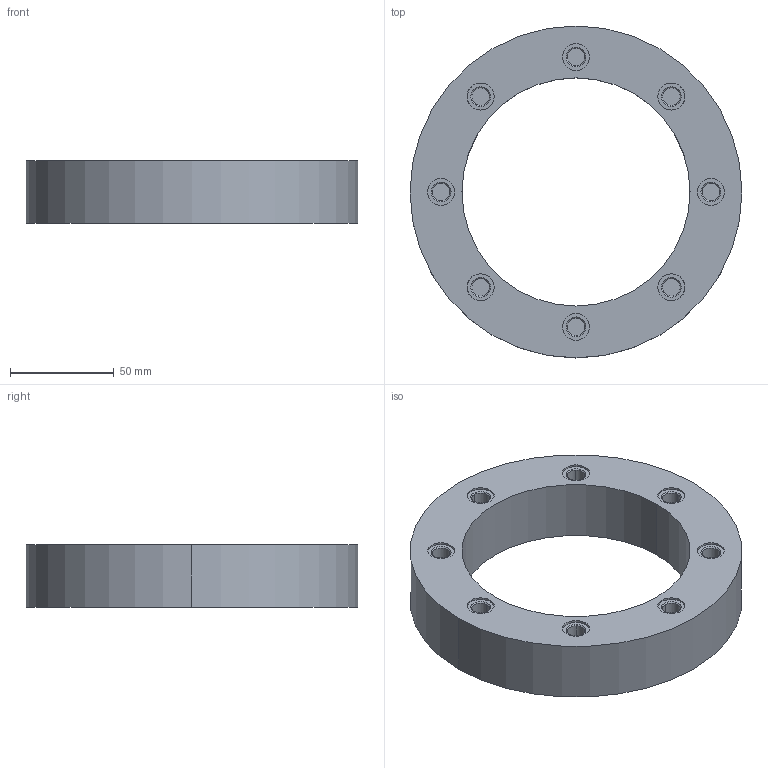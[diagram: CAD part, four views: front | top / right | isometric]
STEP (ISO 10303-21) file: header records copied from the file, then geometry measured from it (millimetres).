
FILE_DESCRIPTION (( 'STEP AP214' ), '1' );
FILE_NAME ('Einschweißflansch_251588.STEP', '2012-09-27T08:08:55', ( 'Admin2' ), ( '' ), 'SwSTEP 2.0', 'SolidWorks 2010', '' );
FILE_SCHEMA (( 'AUTOMOTIVE_DESIGN' ));
Length unit declared in the file: millimetre
Products named in the file (1): Einschweißflansch_251588
Bounding box: 160 x 160 x 30 mm (x, y, z)
Surface area: 56795.4 mm2 (no closed solid volume)
Topology: 0 solids, 9 shells, 62 faces, 220 edges, 168 vertices
Faces by surface type: cylinder 36, cone 16, plane 10
Entity records: 3153 total; most frequent: DIRECTION 482, CARTESIAN_POINT 451, ORIENTED_EDGE 328, EDGE_CURVE 220, AXIS2_PLACEMENT_3D 199, VERTEX_POINT 168, CIRCLE 136, LINE 84
